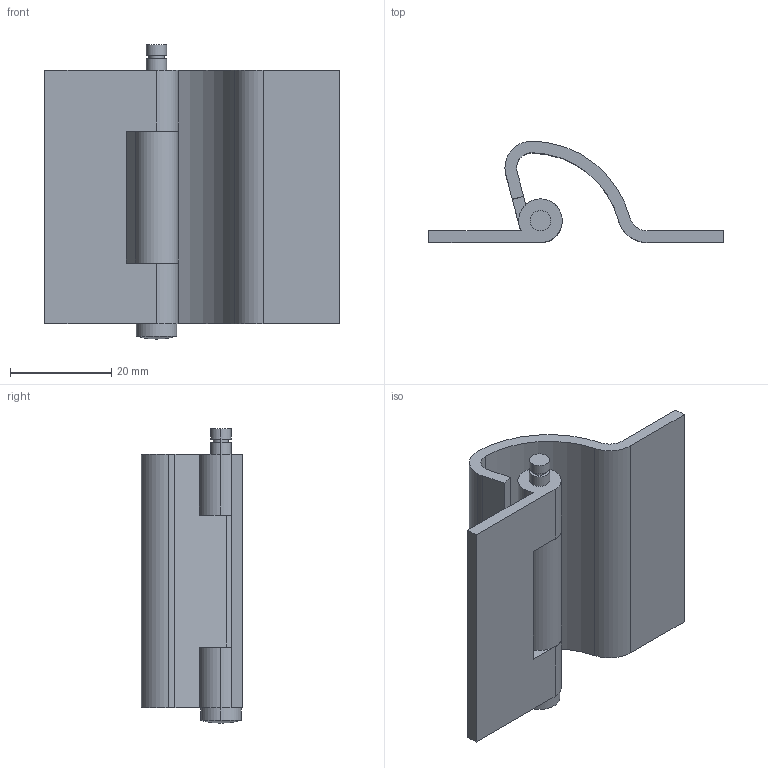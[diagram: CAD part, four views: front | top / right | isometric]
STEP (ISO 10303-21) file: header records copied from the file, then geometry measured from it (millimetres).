
FILE_DESCRIPTION (( 'STEP AP203' ), '1' );
FILE_NAME ('B-537.STEP', '2009-03-13T01:38:42', ( ' ' ), ( ' ' ), 'SwSTEP 2.0', 'SolidWorks 2007', '' );
FILE_SCHEMA (( 'CONFIG_CONTROL_DESIGN' ));
Length unit declared in the file: millimetre
Products named in the file (4): B-537幉__棉太倌; B-537; B-537塇崻A__棉太倌; B-537塇崻B__棉太倌
Assembly tree (3 placements, depth 2):
  B-537
    B-537幉__棉太倌
    B-537塇崻B__棉太倌
    B-537塇崻A__棉太倌
Bounding box: 58 x 20 x 58 mm (x, y, z)
Volume: 12014.3 mm3; surface area: 11444.6 mm2
Topology: 3 solids, 3 shells, 54 faces, 136 edges, 91 vertices
Faces by surface type: cylinder 29, plane 23, sphere 2
Entity records: 2076 total; most frequent: DIRECTION 318, CARTESIAN_POINT 287, ORIENTED_EDGE 272, EDGE_CURVE 136, AXIS2_PLACEMENT_3D 122, VERTEX_POINT 91, VECTOR 74, LINE 74
